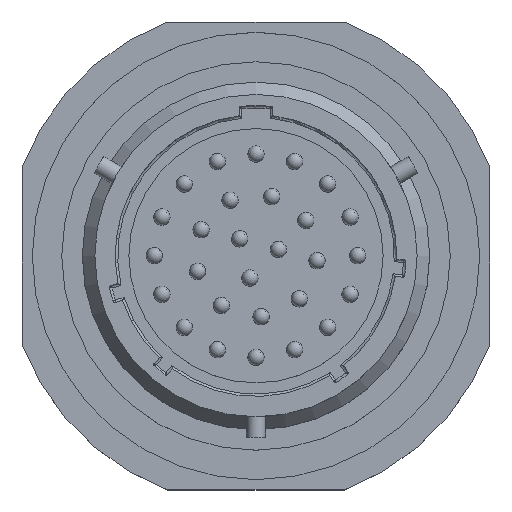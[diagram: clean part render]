
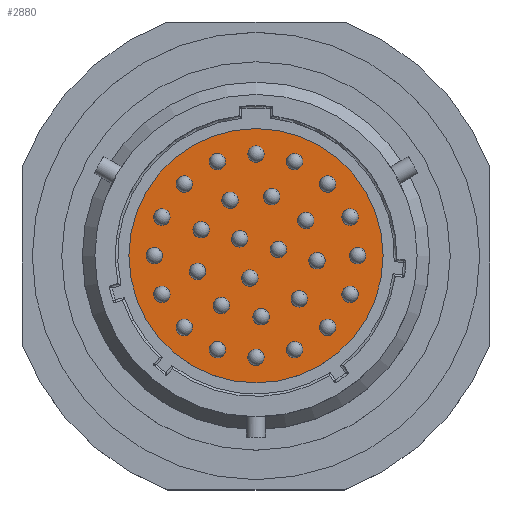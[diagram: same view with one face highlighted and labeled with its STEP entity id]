
A CAD part, top view. The second image highlights one B-rep face of the part: STEP entity #2880.
In plain terms, the highlighted planar face has unit normal (0, 0, 1).
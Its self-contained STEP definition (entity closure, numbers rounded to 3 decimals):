
#653=FACE_OUTER_BOUND($,#998,.T.);
#998=EDGE_LOOP($,(#2180));
#1302=CIRCLE($,#3371,12.5);
#1516=VERTEX_POINT($,#5010);
#1771=EDGE_CURVE($,#1516,#1516,#1302,.T.);
#2180=ORIENTED_EDGE($,*,*,#1771,.T.);
#2712=PLANE($,#3373);
#2880=ADVANCED_FACE($,(#653),#2712,.T.);
#3371=AXIS2_PLACEMENT_3D($,#5011,#4062,#4063);
#3373=AXIS2_PLACEMENT_3D($,#5014,#4066,#4067);
#4062=DIRECTION('center_axis',(0.,0.,1.));
#4063=DIRECTION('ref_axis',(1.,0.,0.));
#4066=DIRECTION('center_axis',(0.,0.,1.));
#4067=DIRECTION('ref_axis',(-1.,0.,0.));
#5010=CARTESIAN_POINT('',(12.5,0.,22.45));
#5011=CARTESIAN_POINT('Origin',(0.,0.,22.45));
#5014=CARTESIAN_POINT('Origin',(0.,0.,22.45));
